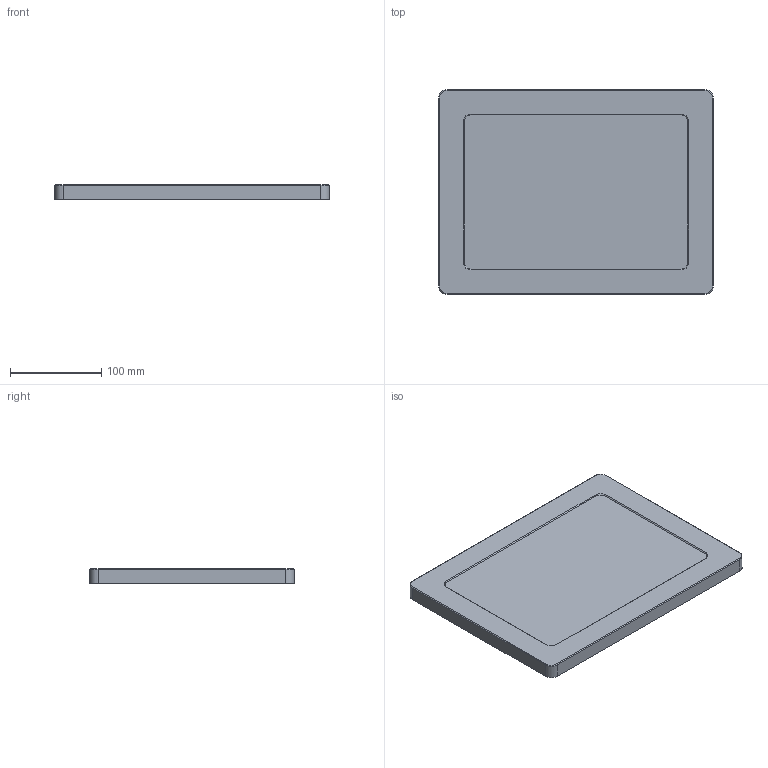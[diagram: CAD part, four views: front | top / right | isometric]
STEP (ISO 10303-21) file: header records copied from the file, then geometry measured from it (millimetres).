
FILE_DESCRIPTION(/* description */ (''),/* implementation_level */ '2;1');
FILE_NAME(/* name */ 'VB_VESA_IPRO105.stp',/* time_stamp */ '2019-08-29T16:12:32-04:00',/* author */ ('NickC'),/* organization */ (''),/* preprocessor_version */ 'ST-DEVELOPER v17',/* originating_system */ 'Autodesk Inventor 2019',/* authorisation */ '');
FILE_SCHEMA (('AUTOMOTIVE_DESIGN { 1 0 10303 214 3 1 1 }'));
Length unit declared in the file: inch
Products named in the file (1): Part1
Bounding box: 301.39 x 224.88 x 16.26 mm (x, y, z)
Volume: 1049002 mm3; surface area: 155502.7 mm2
Topology: 1 solids, 8 shells, 786 faces, 2008 edges, 1325 vertices
Faces by surface type: plane 537, cone 107, cylinder 100, bspline 42
Full cylindrical faces by diameter (mm): 2.438 x30, 3.251 x4, 3.306 x14, 4.166 x7, 4.496 x8, 38.1 x1
Entity records: 27132 total; most frequent: CARTESIAN_POINT 7759, ORIENTED_EDGE 4016, DIRECTION 3611, EDGE_CURVE 2008, LINE 1357, VECTOR 1357, VERTEX_POINT 1325, AXIS2_PLACEMENT_3D 1127
